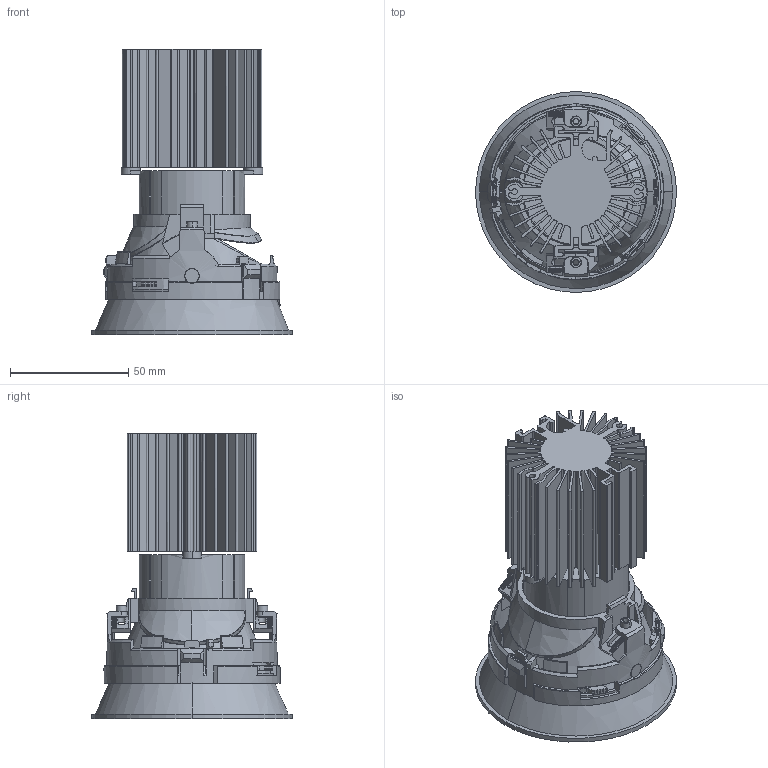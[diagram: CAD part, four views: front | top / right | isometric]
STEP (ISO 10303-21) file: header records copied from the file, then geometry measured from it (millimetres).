
FILE_DESCRIPTION(/* description */ (''),/* implementation_level */ '2;1');
FILE_NAME(/* name */ 'M257005_EVERYTHING 105 ROUND ADJ TRIMLESS',/* time_stamp */ '2018-04-09T15:32:45+02:00',/* author */ (''),/* organization */ (''),/* preprocessor_version */ 'ST-DEVELOPER v15',/* originating_system */ '',/* authorisation */ '');
FILE_SCHEMA (('CONFIG_CONTROL_DESIGN'));
Length unit declared in the file: metre
Products named in the file (1): Document
Bounding box: 85 x 85 x 121 mm (x, y, z)
Volume: 29984.6 mm3; surface area: 104001.9 mm2
Topology: 4 solids, 7 shells, 1150 faces, 3222 edges, 2098 vertices
Faces by surface type: plane 658, bspline 492
Entity records: 47255 total; most frequent: CARTESIAN_POINT 27773, ORIENTED_EDGE 6406, EDGE_CURVE 3213, VERTEX_POINT 2103, B_SPLINE_CURVE_WITH_KNOTS 2083, EDGE_LOOP 1221, ADVANCED_FACE 1148, FACE_OUTER_BOUND 1148
